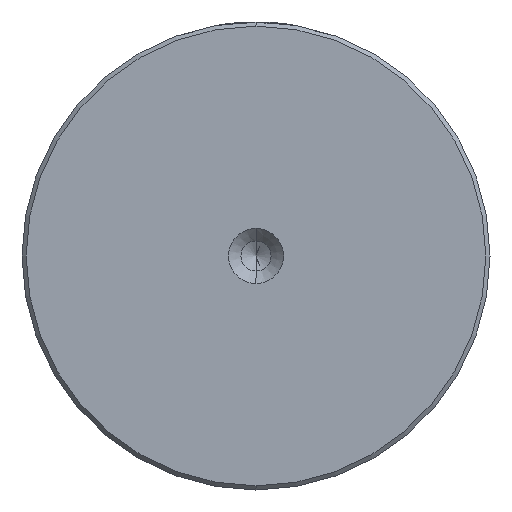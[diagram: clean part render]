
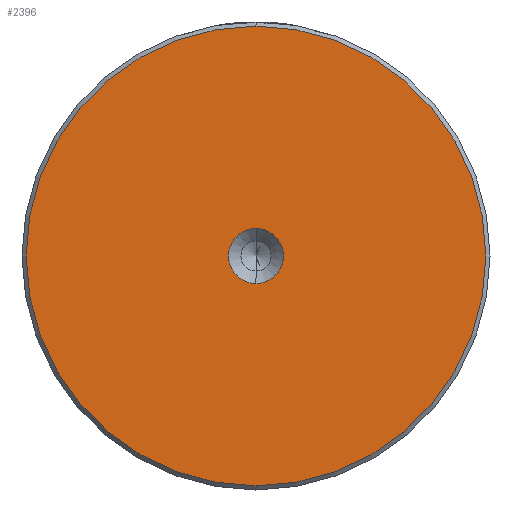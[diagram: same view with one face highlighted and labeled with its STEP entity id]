
A CAD part, left-side view. The second image highlights one B-rep face of the part: STEP entity #2396.
In plain terms, the highlighted planar face has unit normal (-1, 0, 0).
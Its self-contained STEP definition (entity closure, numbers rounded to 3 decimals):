
#68 = CIRCLE ( 'NONE', #2326, 27.5 ) ;
#124 = AXIS2_PLACEMENT_3D ( 'NONE', #1701, #541, #1893 ) ;
#158 = FACE_OUTER_BOUND ( 'NONE', #1194, .T. ) ;
#338 = ORIENTED_EDGE ( 'NONE', *, *, #961, .F. ) ;
#354 = DIRECTION ( 'NONE',  ( -1., 0., 0. ) ) ;
#360 = ORIENTED_EDGE ( 'NONE', *, *, #1168, .T. ) ;
#416 = CIRCLE ( 'NONE', #1366, 3.3 ) ;
#446 = VERTEX_POINT ( 'NONE', #1682 ) ;
#466 = AXIS2_PLACEMENT_3D ( 'NONE', #988, #2365, #1190 ) ;
#541 = DIRECTION ( 'NONE',  ( -1., 0., 0. ) ) ;
#628 = DIRECTION ( 'NONE',  ( -1., 0., 0. ) ) ;
#724 = CARTESIAN_POINT ( 'NONE',  ( 0., 0., 27.5 ) ) ;
#901 = EDGE_LOOP ( 'NONE', ( #1361, #338 ) ) ;
#961 = EDGE_CURVE ( 'NONE', #1785, #1894, #416, .T. ) ;
#988 = CARTESIAN_POINT ( 'NONE',  ( 0., 0., 0. ) ) ;
#1021 = DIRECTION ( 'NONE',  ( -1., 0., 0. ) ) ;
#1130 = AXIS2_PLACEMENT_3D ( 'NONE', #1198, #628, #1990 ) ;
#1168 = EDGE_CURVE ( 'NONE', #446, #2379, #68, .T. ) ;
#1190 = DIRECTION ( 'NONE',  ( 0., 0., 1. ) ) ;
#1194 = EDGE_LOOP ( 'NONE', ( #360, #2253 ) ) ;
#1198 = CARTESIAN_POINT ( 'NONE',  ( 0., 0., 0. ) ) ;
#1229 = EDGE_CURVE ( 'NONE', #2379, #446, #2452, .T. ) ;
#1361 = ORIENTED_EDGE ( 'NONE', *, *, #2349, .F. ) ;
#1366 = AXIS2_PLACEMENT_3D ( 'NONE', #2197, #1021, #2395 ) ;
#1496 = CARTESIAN_POINT ( 'NONE',  ( 0., 0., 0. ) ) ;
#1570 = CARTESIAN_POINT ( 'NONE',  ( 0., 0., 3.3 ) ) ;
#1682 = CARTESIAN_POINT ( 'NONE',  ( 0., 0., -27.5 ) ) ;
#1698 = DIRECTION ( 'NONE',  ( 0., 0., 1. ) ) ;
#1701 = CARTESIAN_POINT ( 'NONE',  ( 0., 0., 0. ) ) ;
#1740 = CIRCLE ( 'NONE', #124, 3.3 ) ;
#1785 = VERTEX_POINT ( 'NONE', #2119 ) ;
#1796 = PLANE ( 'NONE',  #1130 ) ;
#1893 = DIRECTION ( 'NONE',  ( 0., 0., 1. ) ) ;
#1894 = VERTEX_POINT ( 'NONE', #1570 ) ;
#1990 = DIRECTION ( 'NONE',  ( 0., 0., 1. ) ) ;
#2119 = CARTESIAN_POINT ( 'NONE',  ( 0., 0., -3.3 ) ) ;
#2196 = FACE_BOUND ( 'NONE', #901, .T. ) ;
#2197 = CARTESIAN_POINT ( 'NONE',  ( 0., 0., 0. ) ) ;
#2253 = ORIENTED_EDGE ( 'NONE', *, *, #1229, .T. ) ;
#2326 = AXIS2_PLACEMENT_3D ( 'NONE', #1496, #354, #1698 ) ;
#2349 = EDGE_CURVE ( 'NONE', #1894, #1785, #1740, .T. ) ;
#2365 = DIRECTION ( 'NONE',  ( -1., 0., 0. ) ) ;
#2379 = VERTEX_POINT ( 'NONE', #724 ) ;
#2395 = DIRECTION ( 'NONE',  ( 0., 0., 1. ) ) ;
#2396 = ADVANCED_FACE ( 'NONE', ( #158, #2196 ), #1796, .T. ) ;
#2452 = CIRCLE ( 'NONE', #466, 27.5 ) ;
